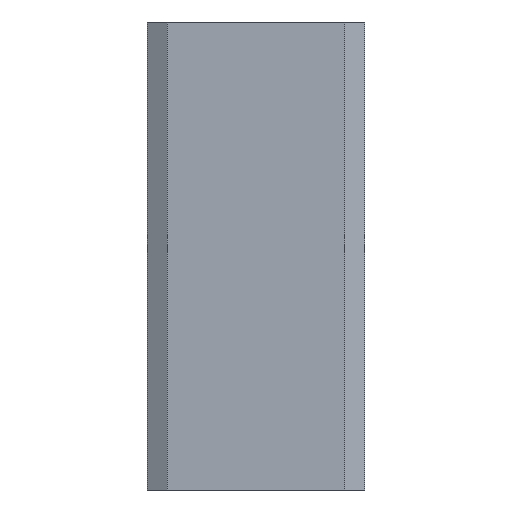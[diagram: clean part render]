
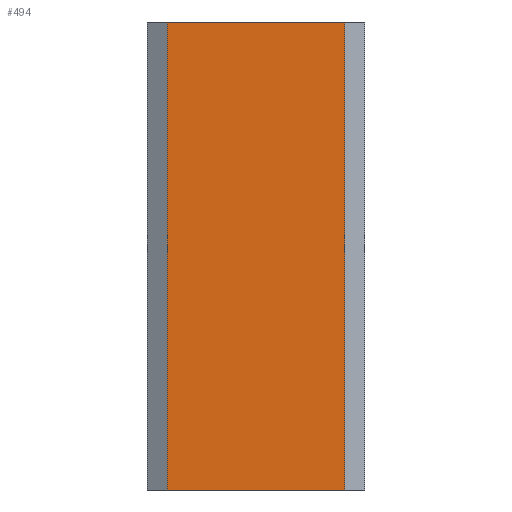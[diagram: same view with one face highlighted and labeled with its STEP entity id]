
A CAD part, front view. The second image highlights one B-rep face of the part: STEP entity #494.
In plain terms, the highlighted planar face has unit normal (0, -1, 0).
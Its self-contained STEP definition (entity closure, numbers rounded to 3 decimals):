
#32=FACE_OUTER_BOUND('',#58,.T.);
#58=EDGE_LOOP('',(#367,#368,#369,#370));
#82=LINE('',#758,#138);
#102=LINE('',#811,#158);
#103=LINE('',#814,#159);
#104=LINE('',#815,#160);
#138=VECTOR('',#610,10.);
#158=VECTOR('',#652,10.);
#159=VECTOR('',#655,10.);
#160=VECTOR('',#656,10.);
#212=VERTEX_POINT('',#755);
#213=VERTEX_POINT('',#757);
#235=VERTEX_POINT('',#809);
#236=VERTEX_POINT('',#813);
#260=EDGE_CURVE('',#212,#213,#82,.T.);
#287=EDGE_CURVE('',#235,#212,#102,.T.);
#288=EDGE_CURVE('',#236,#235,#103,.T.);
#289=EDGE_CURVE('',#236,#213,#104,.T.);
#367=ORIENTED_EDGE('',*,*,#287,.F.);
#368=ORIENTED_EDGE('',*,*,#288,.F.);
#369=ORIENTED_EDGE('',*,*,#289,.T.);
#370=ORIENTED_EDGE('',*,*,#260,.F.);
#475=PLANE('',#568);
#494=ADVANCED_FACE('',(#32),#475,.T.);
#568=AXIS2_PLACEMENT_3D('',#812,#653,#654);
#610=DIRECTION('',(-1.,0.,0.));
#652=DIRECTION('',(0.,0.,-1.));
#653=DIRECTION('center_axis',(0.,-1.,0.));
#654=DIRECTION('ref_axis',(1.,0.,0.));
#655=DIRECTION('',(1.,0.,0.));
#656=DIRECTION('',(0.,0.,-1.));
#755=CARTESIAN_POINT('',(18.92,-9.,-50.));
#757=CARTESIAN_POINT('',(-18.92,-9.,-50.));
#758=CARTESIAN_POINT('',(18.92,-9.,-50.));
#809=CARTESIAN_POINT('',(18.92,-9.,50.));
#811=CARTESIAN_POINT('',(18.92,-9.,0.));
#812=CARTESIAN_POINT('Origin',(-18.92,-9.,0.));
#813=CARTESIAN_POINT('',(-18.92,-9.,50.));
#814=CARTESIAN_POINT('',(18.92,-9.,50.));
#815=CARTESIAN_POINT('',(-18.92,-9.,0.));
